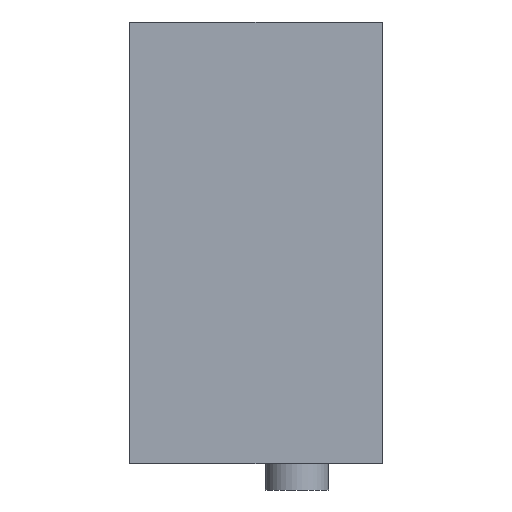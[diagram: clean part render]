
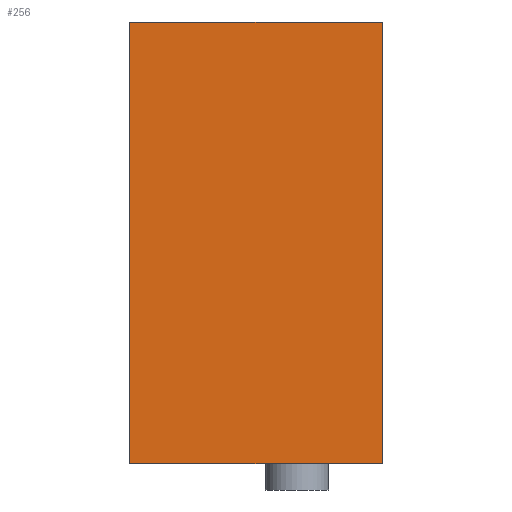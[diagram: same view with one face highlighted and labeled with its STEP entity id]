
A CAD part, left-side view. The second image highlights one B-rep face of the part: STEP entity #256.
In plain terms, the highlighted planar face has unit normal (-1, 0, 0).
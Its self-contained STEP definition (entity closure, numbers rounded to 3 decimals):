
#1 = FACE_OUTER_BOUND ( 'NONE', #72, .T. ) ;
#72 = EDGE_LOOP ( 'NONE', ( #751, #715, #741, #667 ) ) ;
#102 = LINE ( 'NONE', #852, #788 ) ;
#169 = CARTESIAN_POINT ( 'NONE',  ( -40., 24., -21. ) ) ;
#256 = ADVANCED_FACE ( 'NONE', ( #1 ), #554, .T. ) ;
#269 = CARTESIAN_POINT ( 'NONE',  ( -40., 0., -21. ) ) ;
#340 = DIRECTION ( 'NONE',  ( 0., -1., 0. ) ) ;
#343 = EDGE_CURVE ( 'NONE', #737, #730, #933, .T. ) ;
#392 = DIRECTION ( 'NONE',  ( 0., 0., 1. ) ) ;
#428 = CARTESIAN_POINT ( 'NONE',  ( -40., 0., 21. ) ) ;
#438 = CARTESIAN_POINT ( 'NONE',  ( -40., 0., -21. ) ) ;
#473 = CARTESIAN_POINT ( 'NONE',  ( -40., 24., -21. ) ) ;
#508 = LINE ( 'NONE', #438, #900 ) ;
#554 = PLANE ( 'NONE',  #723 ) ;
#585 = CARTESIAN_POINT ( 'NONE',  ( -40., 0., -21. ) ) ;
#622 = VERTEX_POINT ( 'NONE', #585 ) ;
#667 = ORIENTED_EDGE ( 'NONE', *, *, #854, .T. ) ;
#697 = DIRECTION ( 'NONE',  ( -1., 0., 0. ) ) ;
#708 = DIRECTION ( 'NONE',  ( 0., -1., 0. ) ) ;
#715 = ORIENTED_EDGE ( 'NONE', *, *, #874, .F. ) ;
#721 = EDGE_CURVE ( 'NONE', #622, #889, #508, .T. ) ;
#723 = AXIS2_PLACEMENT_3D ( 'NONE', #269, #697, #340 ) ;
#730 = VERTEX_POINT ( 'NONE', #732 ) ;
#732 = CARTESIAN_POINT ( 'NONE',  ( -40., 24., 21. ) ) ;
#737 = VERTEX_POINT ( 'NONE', #169 ) ;
#741 = ORIENTED_EDGE ( 'NONE', *, *, #343, .F. ) ;
#751 = ORIENTED_EDGE ( 'NONE', *, *, #721, .T. ) ;
#773 = DIRECTION ( 'NONE',  ( 0., -1., 0. ) ) ;
#788 = VECTOR ( 'NONE', #773, 1000. ) ;
#789 = VECTOR ( 'NONE', #936, 1000. ) ;
#848 = VECTOR ( 'NONE', #708, 1000. ) ;
#852 = CARTESIAN_POINT ( 'NONE',  ( -40., 0., -21. ) ) ;
#854 = EDGE_CURVE ( 'NONE', #737, #622, #102, .T. ) ;
#855 = CARTESIAN_POINT ( 'NONE',  ( -40., 0., 21. ) ) ;
#874 = EDGE_CURVE ( 'NONE', #730, #889, #917, .T. ) ;
#889 = VERTEX_POINT ( 'NONE', #855 ) ;
#900 = VECTOR ( 'NONE', #392, 1000. ) ;
#917 = LINE ( 'NONE', #428, #848 ) ;
#933 = LINE ( 'NONE', #473, #789 ) ;
#936 = DIRECTION ( 'NONE',  ( 0., 0., 1. ) ) ;
